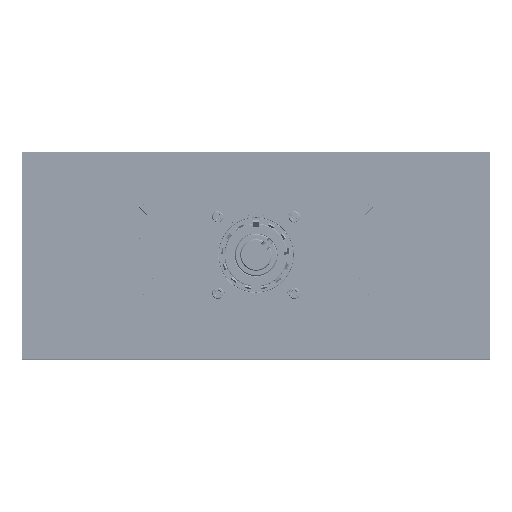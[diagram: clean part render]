
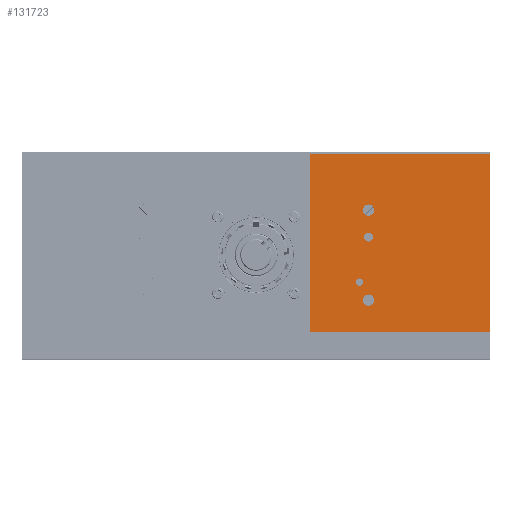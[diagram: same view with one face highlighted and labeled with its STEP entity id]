
A CAD part, top view. The second image highlights one B-rep face of the part: STEP entity #131723.
In plain terms, the highlighted planar face has unit normal (0, 0, 1).
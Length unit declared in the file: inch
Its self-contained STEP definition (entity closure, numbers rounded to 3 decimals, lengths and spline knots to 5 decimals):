
#795 = DIRECTION ( 'NONE',  ( 0., 1., 0. ) ) ;
#849 = FACE_BOUND ( 'NONE', #133546, .T. ) ;
#1479 = AXIS2_PLACEMENT_3D ( 'NONE', #37843, #155932, #133531 ) ;
#1641 = DIRECTION ( 'NONE',  ( 1., 0., 0. ) ) ;
#4535 = CIRCLE ( 'NONE', #1479, 0.15625 ) ;
#9074 = CARTESIAN_POINT ( 'NONE',  ( 2.9755, 1.375, 1.5 ) ) ;
#10527 = ORIENTED_EDGE ( 'NONE', *, *, #157998, .F. ) ;
#10994 = CARTESIAN_POINT ( 'NONE',  ( 3.28125, 0.875, 1.5 ) ) ;
#13469 = FACE_OUTER_BOUND ( 'NONE', #141152, .T. ) ;
#16244 = CARTESIAN_POINT ( 'NONE',  ( 3., 2.625, 1.5 ) ) ;
#16337 = CARTESIAN_POINT ( 'NONE',  ( 2.7745, 1.375, 1.5 ) ) ;
#17159 = ORIENTED_EDGE ( 'NONE', *, *, #181506, .F. ) ;
#22684 = CARTESIAN_POINT ( 'NONE',  ( 1.5, 0., 1.5 ) ) ;
#24019 = DIRECTION ( 'NONE',  ( 1., 0., 0. ) ) ;
#28139 = AXIS2_PLACEMENT_3D ( 'NONE', #191169, #31496, #179537 ) ;
#29265 = VERTEX_POINT ( 'NONE', #56787 ) ;
#29645 = ORIENTED_EDGE ( 'NONE', *, *, #181308, .F. ) ;
#29870 = FACE_BOUND ( 'NONE', #31335, .T. ) ;
#29941 = EDGE_CURVE ( 'NONE', #190500, #128315, #170397, .T. ) ;
#31335 = EDGE_LOOP ( 'NONE', ( #38778, #10527 ) ) ;
#31496 = DIRECTION ( 'NONE',  ( 0., 0., 1. ) ) ;
#31939 = AXIS2_PLACEMENT_3D ( 'NONE', #191257, #44219, #157469 ) ;
#37226 = LINE ( 'NONE', #109852, #38045 ) ;
#37235 = AXIS2_PLACEMENT_3D ( 'NONE', #83733, #78263, #63751 ) ;
#37843 = CARTESIAN_POINT ( 'NONE',  ( 3.125, 3.375, 1.5 ) ) ;
#38045 = VECTOR ( 'NONE', #155293, 39.37008 ) ;
#38104 = ORIENTED_EDGE ( 'NONE', *, *, #44704, .F. ) ;
#38778 = ORIENTED_EDGE ( 'NONE', *, *, #154085, .F. ) ;
#38808 = ORIENTED_EDGE ( 'NONE', *, *, #47287, .T. ) ;
#40326 = EDGE_CURVE ( 'NONE', #47205, #122669, #133862, .T. ) ;
#44219 = DIRECTION ( 'NONE',  ( 0., 0., 1. ) ) ;
#44704 = EDGE_CURVE ( 'NONE', #165883, #190500, #136460, .T. ) ;
#47205 = VERTEX_POINT ( 'NONE', #16244 ) ;
#47287 = EDGE_CURVE ( 'NONE', #165883, #29265, #145940, .T. ) ;
#56787 = CARTESIAN_POINT ( 'NONE',  ( 6.5, 4.938, 1.5 ) ) ;
#61040 = CIRCLE ( 'NONE', #67156, 0.15625 ) ;
#63650 = CARTESIAN_POINT ( 'NONE',  ( 137.5, -0.312, 1.5 ) ) ;
#63751 = DIRECTION ( 'NONE',  ( 1., 0., 0. ) ) ;
#63894 = CARTESIAN_POINT ( 'NONE',  ( -7.18207, 0., 1.5 ) ) ;
#64957 = DIRECTION ( 'NONE',  ( 1., 0., 0. ) ) ;
#66210 = EDGE_CURVE ( 'NONE', #29265, #128315, #37226, .T. ) ;
#67156 = AXIS2_PLACEMENT_3D ( 'NONE', #96796, #123009, #64957 ) ;
#68197 = VERTEX_POINT ( 'NONE', #181934 ) ;
#71892 = EDGE_CURVE ( 'NONE', #98707, #167594, #61040, .T. ) ;
#76470 = DIRECTION ( 'NONE',  ( 1., 0., 0. ) ) ;
#76613 = EDGE_LOOP ( 'NONE', ( #178703, #29645 ) ) ;
#76993 = CARTESIAN_POINT ( 'NONE',  ( 3.125, 2.625, 1.5 ) ) ;
#78263 = DIRECTION ( 'NONE',  ( 0., 0., 1. ) ) ;
#83733 = CARTESIAN_POINT ( 'NONE',  ( 2.875, 1.375, 1.5 ) ) ;
#85425 = ORIENTED_EDGE ( 'NONE', *, *, #114749, .F. ) ;
#93881 = DIRECTION ( 'NONE',  ( -1., 0., 0. ) ) ;
#95869 = CARTESIAN_POINT ( 'NONE',  ( 2.96875, 0.875, 1.5 ) ) ;
#96418 = AXIS2_PLACEMENT_3D ( 'NONE', #76993, #149587, #1641 ) ;
#96796 = CARTESIAN_POINT ( 'NONE',  ( 3.125, 0.875, 1.5 ) ) ;
#98707 = VERTEX_POINT ( 'NONE', #10994 ) ;
#98930 = ORIENTED_EDGE ( 'NONE', *, *, #149331, .F. ) ;
#102474 = CARTESIAN_POINT ( 'NONE',  ( 3.25, 2.625, 1.5 ) ) ;
#103447 = FACE_BOUND ( 'NONE', #121829, .T. ) ;
#108083 = CIRCLE ( 'NONE', #129671, 0.1005 ) ;
#109852 = CARTESIAN_POINT ( 'NONE',  ( 137.5, 4.938, 1.5 ) ) ;
#111702 = VERTEX_POINT ( 'NONE', #9074 ) ;
#114180 = CARTESIAN_POINT ( 'NONE',  ( 3.28125, 3.375, 1.5 ) ) ;
#114749 = EDGE_CURVE ( 'NONE', #125189, #111702, #108083, .T. ) ;
#114968 = CIRCLE ( 'NONE', #96418, 0.125 ) ;
#121829 = EDGE_LOOP ( 'NONE', ( #98930, #85425 ) ) ;
#122669 = VERTEX_POINT ( 'NONE', #102474 ) ;
#123009 = DIRECTION ( 'NONE',  ( 0., 0., 1. ) ) ;
#125189 = VERTEX_POINT ( 'NONE', #16337 ) ;
#126251 = DIRECTION ( 'NONE',  ( 1., 0., 0. ) ) ;
#128315 = VERTEX_POINT ( 'NONE', #168438 ) ;
#129671 = AXIS2_PLACEMENT_3D ( 'NONE', #149047, #161769, #76470 ) ;
#129838 = ORIENTED_EDGE ( 'NONE', *, *, #40326, .F. ) ;
#130370 = CIRCLE ( 'NONE', #139518, 0.15625 ) ;
#131723 = ADVANCED_FACE ( 'NONE', ( #13469, #103447, #849, #162468, #29870 ), #147858, .T. ) ;
#133531 = DIRECTION ( 'NONE',  ( 1., 0., 0. ) ) ;
#133546 = EDGE_LOOP ( 'NONE', ( #17159, #129838 ) ) ;
#133862 = CIRCLE ( 'NONE', #31939, 0.125 ) ;
#134253 = CARTESIAN_POINT ( 'NONE',  ( 6.5, -0.312, 1.5 ) ) ;
#136460 = LINE ( 'NONE', #63894, #150430 ) ;
#139465 = ORIENTED_EDGE ( 'NONE', *, *, #66210, .T. ) ;
#139518 = AXIS2_PLACEMENT_3D ( 'NONE', #185531, #168209, #24019 ) ;
#141152 = EDGE_LOOP ( 'NONE', ( #173190, #38104, #38808, #139465 ) ) ;
#145940 = LINE ( 'NONE', #134253, #182618 ) ;
#147858 = PLANE ( 'NONE',  #166678 ) ;
#149047 = CARTESIAN_POINT ( 'NONE',  ( 2.875, 1.375, 1.5 ) ) ;
#149331 = EDGE_CURVE ( 'NONE', #111702, #125189, #182573, .T. ) ;
#149587 = DIRECTION ( 'NONE',  ( 0., 0., 1. ) ) ;
#150430 = VECTOR ( 'NONE', #93881, 39.37008 ) ;
#151047 = CARTESIAN_POINT ( 'NONE',  ( 1.5, -0.875, 1.5 ) ) ;
#152644 = DIRECTION ( 'NONE',  ( 0., 0., 1. ) ) ;
#153959 = DIRECTION ( 'NONE',  ( 0., 1., 0. ) ) ;
#154085 = EDGE_CURVE ( 'NONE', #166411, #68197, #4535, .T. ) ;
#155293 = DIRECTION ( 'NONE',  ( -1., 0., 0. ) ) ;
#155932 = DIRECTION ( 'NONE',  ( 0., 0., 1. ) ) ;
#157469 = DIRECTION ( 'NONE',  ( 1., 0., 0. ) ) ;
#157990 = CIRCLE ( 'NONE', #28139, 0.15625 ) ;
#157998 = EDGE_CURVE ( 'NONE', #68197, #166411, #157990, .T. ) ;
#161769 = DIRECTION ( 'NONE',  ( 0., 0., 1. ) ) ;
#162468 = FACE_BOUND ( 'NONE', #76613, .T. ) ;
#165883 = VERTEX_POINT ( 'NONE', #183905 ) ;
#166411 = VERTEX_POINT ( 'NONE', #114180 ) ;
#166678 = AXIS2_PLACEMENT_3D ( 'NONE', #63650, #152644, #126251 ) ;
#167425 = VECTOR ( 'NONE', #153959, 39.37008 ) ;
#167594 = VERTEX_POINT ( 'NONE', #95869 ) ;
#168209 = DIRECTION ( 'NONE',  ( 0., 0., 1. ) ) ;
#168438 = CARTESIAN_POINT ( 'NONE',  ( 1.5, 4.938, 1.5 ) ) ;
#170397 = LINE ( 'NONE', #151047, #167425 ) ;
#173190 = ORIENTED_EDGE ( 'NONE', *, *, #29941, .F. ) ;
#178703 = ORIENTED_EDGE ( 'NONE', *, *, #71892, .F. ) ;
#179537 = DIRECTION ( 'NONE',  ( 1., 0., 0. ) ) ;
#181308 = EDGE_CURVE ( 'NONE', #167594, #98707, #130370, .T. ) ;
#181506 = EDGE_CURVE ( 'NONE', #122669, #47205, #114968, .T. ) ;
#181934 = CARTESIAN_POINT ( 'NONE',  ( 2.96875, 3.375, 1.5 ) ) ;
#182573 = CIRCLE ( 'NONE', #37235, 0.1005 ) ;
#182618 = VECTOR ( 'NONE', #795, 39.37008 ) ;
#183905 = CARTESIAN_POINT ( 'NONE',  ( 6.5, 0., 1.5 ) ) ;
#185531 = CARTESIAN_POINT ( 'NONE',  ( 3.125, 0.875, 1.5 ) ) ;
#190500 = VERTEX_POINT ( 'NONE', #22684 ) ;
#191169 = CARTESIAN_POINT ( 'NONE',  ( 3.125, 3.375, 1.5 ) ) ;
#191257 = CARTESIAN_POINT ( 'NONE',  ( 3.125, 2.625, 1.5 ) ) ;
